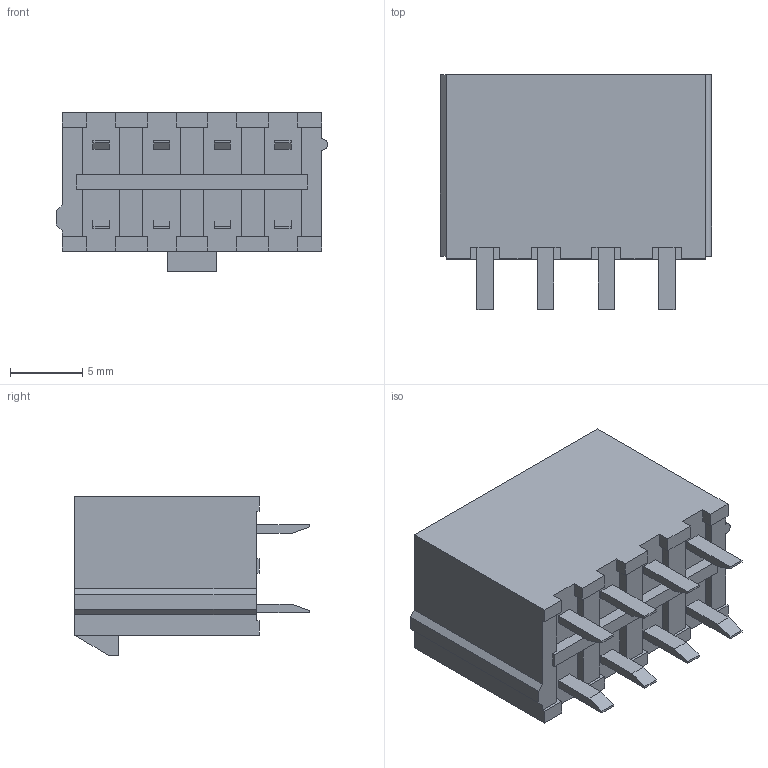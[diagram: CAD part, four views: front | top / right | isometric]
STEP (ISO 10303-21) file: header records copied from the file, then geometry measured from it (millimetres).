
FILE_DESCRIPTION (( 'STEP AP214' ), '1' );
FILE_NAME ('39435FAE-28EC-4894-A7AA-A56626A433C6.STEP', '2024-09-21T23:11:03', ( '' ), ( '' ), 'SwSTEP 2.0', 'SolidWorks 2022', '' );
FILE_SCHEMA (( 'AUTOMOTIVE_DESIGN' ));
Length unit declared in the file: metre
Products named in the file (1): 39435FAE-28EC-4894-A7AA-A56626A433C6
Bounding box: 18.8 x 16.3 x 11 mm (x, y, z)
Volume: 1318 mm3; surface area: 2451.5 mm2
Topology: 1 solids, 1 shells, 234 faces, 622 edges, 414 vertices
Faces by surface type: plane 232, cylinder 2
Entity records: 7148 total; most frequent: CARTESIAN_POINT 1271, ORIENTED_EDGE 1244, DIRECTION 1096, EDGE_CURVE 622, LINE 618, VECTOR 618, VERTEX_POINT 414, EDGE_LOOP 258
